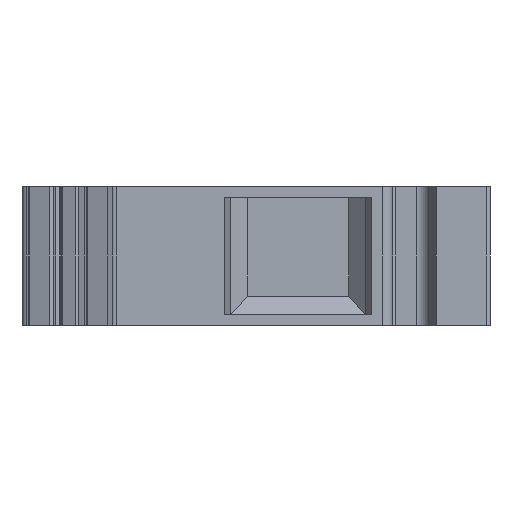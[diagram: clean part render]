
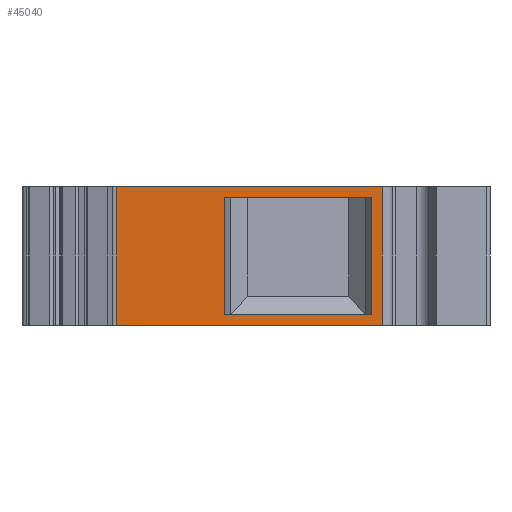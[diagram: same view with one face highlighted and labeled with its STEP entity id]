
A CAD part, left-side view. The second image highlights one B-rep face of the part: STEP entity #45040.
In plain terms, the highlighted face is planar.
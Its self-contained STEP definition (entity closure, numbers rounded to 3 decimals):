
#4050=CARTESIAN_POINT('',(170.842,491.933,0.));
#4060=VERTEX_POINT('',#4050);
#4090=CARTESIAN_POINT('',(170.842,491.933,0.));
#4100=DIRECTION('',(-1.,0.,0.));
#4110=VECTOR('',#4100,1.);
#4120=LINE('',#4090,#4110);
#4130=CARTESIAN_POINT('',(131.432,491.933,0.));
#4140=VERTEX_POINT('',#4130);
#4150=EDGE_CURVE('',#4060,#4140,#4120,.T.);
#24620=CARTESIAN_POINT('',(131.432,491.933,-20.5));
#24630=VERTEX_POINT('',#24620);
#24660=CARTESIAN_POINT('',(170.842,491.933,-20.5));
#24670=DIRECTION('',(-1.,0.,0.));
#24680=VECTOR('',#24670,1.);
#24690=LINE('',#24660,#24680);
#24700=CARTESIAN_POINT('',(170.842,491.933,-20.5));
#24710=VERTEX_POINT('',#24700);
#24720=EDGE_CURVE('',#24710,#24630,#24690,.T.);
#44440=CARTESIAN_POINT('',(170.842,491.933,0.));
#44450=DIRECTION('',(0.,0.,-1.));
#44460=VECTOR('',#44450,1.);
#44470=LINE('',#44440,#44460);
#44480=EDGE_CURVE('',#4060,#24710,#44470,.T.);
#44540=CARTESIAN_POINT('',(131.432,491.933,0.));
#44550=DIRECTION('',(0.,-1.,-0.));
#44560=DIRECTION('',(-1.,0.,0.));
#44570=AXIS2_PLACEMENT_3D('',#44540,#44550,#44560);
#44580=PLANE('',#44570);
#44590=ORIENTED_EDGE('',*,*,#44480,.F.);
#44600=ORIENTED_EDGE('',*,*,#24720,.F.);
#44610=CARTESIAN_POINT('',(131.432,491.933,0.));
#44620=DIRECTION('',(0.,0.,-1.));
#44630=VECTOR('',#44620,1.);
#44640=LINE('',#44610,#44630);
#44650=EDGE_CURVE('',#4140,#24630,#44640,.T.);
#44660=ORIENTED_EDGE('',*,*,#44650,.T.);
#44670=ORIENTED_EDGE('',*,*,#4150,.T.);
#44680=EDGE_LOOP('',(#44670,#44660,#44600,#44590));
#44690=FACE_OUTER_BOUND('',#44680,.T.);
#44700=CARTESIAN_POINT('',(169.28,491.933,0.));
#44710=DIRECTION('',(-0.,0.,-1.));
#44720=VECTOR('',#44710,1.);
#44730=LINE('',#44700,#44720);
#44740=CARTESIAN_POINT('',(169.28,491.933,
-1.6));
#44750=VERTEX_POINT('',#44740);
#44760=CARTESIAN_POINT('',(169.28,491.933,-19.));
#44770=VERTEX_POINT('',#44760);
#44780=EDGE_CURVE('',#44750,#44770,#44730,.T.);
#44790=ORIENTED_EDGE('',*,*,#44780,.T.);
#44800=CARTESIAN_POINT('',(0.,491.933,-1.6));
#44810=DIRECTION('',(1.,0.,0.));
#44820=VECTOR('',#44810,1.);
#44830=LINE('',#44800,#44820);
#44840=CARTESIAN_POINT('',(147.404,491.933,
-1.6));
#44850=VERTEX_POINT('',#44840);
#44860=EDGE_CURVE('',#44850,#44750,#44830,.T.);
#44870=ORIENTED_EDGE('',*,*,#44860,.T.);
#44880=CARTESIAN_POINT('',(147.404,491.933,0.));
#44890=DIRECTION('',(0.,-0.,1.));
#44900=VECTOR('',#44890,1.);
#44910=LINE('',#44880,#44900);
#44920=CARTESIAN_POINT('',(147.404,491.933,-19.));
#44930=VERTEX_POINT('',#44920);
#44940=EDGE_CURVE('',#44930,#44850,#44910,.T.);
#44950=ORIENTED_EDGE('',*,*,#44940,.T.);
#44960=CARTESIAN_POINT('',(0.,491.933,-19.));
#44970=DIRECTION('',(-1.,0.,0.));
#44980=VECTOR('',#44970,1.);
#44990=LINE('',#44960,#44980);
#45000=EDGE_CURVE('',#44770,#44930,#44990,.T.);
#45010=ORIENTED_EDGE('',*,*,#45000,.T.);
#45020=EDGE_LOOP('',(#45010,#44950,#44870,#44790));
#45030=FACE_BOUND('',#45020,.T.);
#45040=ADVANCED_FACE('',(#44690,#45030),#44580,.T.);
